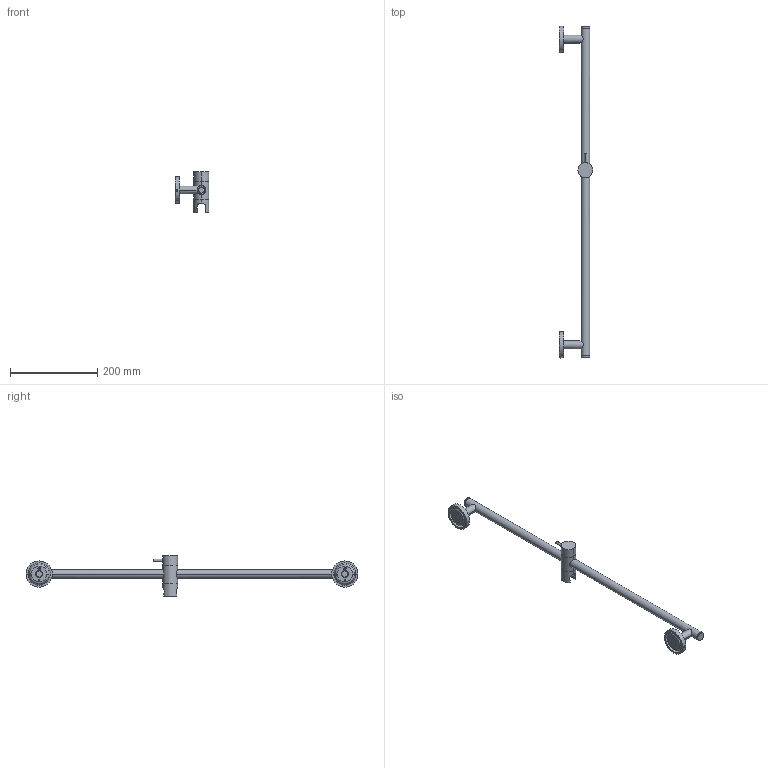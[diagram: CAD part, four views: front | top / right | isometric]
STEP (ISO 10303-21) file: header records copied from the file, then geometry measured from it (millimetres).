
FILE_DESCRIPTION((''),'2;1');
FILE_NAME('ZSAL116CR','2021-05-05T09:24:54',('ut3'),('PAFFONI SpA'),'CREO PARAMETRIC BY PTC INC, 2020044','CREO PARAMETRIC BY PTC INC, 2020044','');
FILE_SCHEMA(('CONFIG_CONTROL_DESIGN','SHAPE_APPEARANCE_LAYERS_GROUPS'));
Length unit declared in the file: millimetre
Products named in the file (1): ZSAL116CR
Bounding box: 77 x 760 x 93 mm (x, y, z)
Volume: 349796.2 mm3; surface area: 92428.8 mm2
Topology: 3 solids, 3 shells, 344 faces, 973 edges, 655 vertices
Faces by surface type: plane 137, cylinder 72, bspline 72, torus 36, cone 25, sphere 2
Entity records: 27924 total; most frequent: CARTESIAN_POINT 19649, ORIENTED_EDGE 1936, DIRECTION 1399, EDGE_CURVE 968, VERTEX_POINT 655, AXIS2_PLACEMENT_3D 537, B_SPLINE_CURVE_WITH_KNOTS 378, EDGE_LOOP 373
